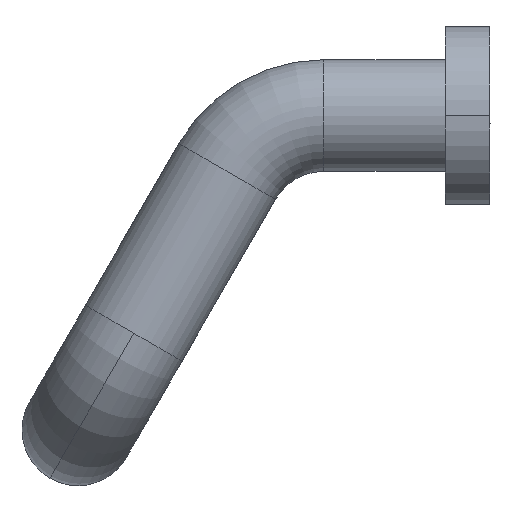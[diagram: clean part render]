
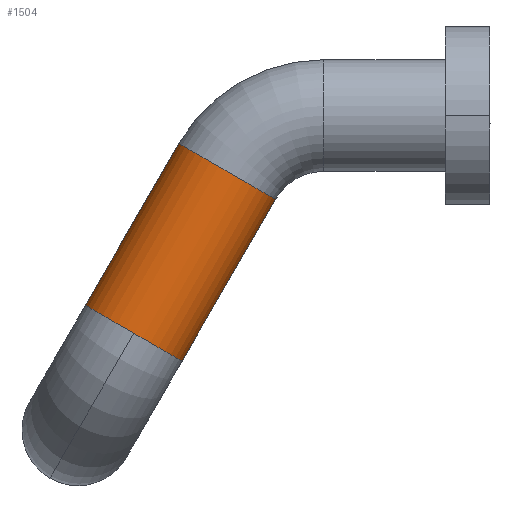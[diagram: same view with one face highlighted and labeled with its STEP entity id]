
A CAD part, left-side view. The second image highlights one B-rep face of the part: STEP entity #1504.
In plain terms, the highlighted cylindrical face has radius 10 mm (diameter 20 mm), a partial arc.
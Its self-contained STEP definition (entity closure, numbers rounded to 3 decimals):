
#36 = VERTEX_POINT ( 'NONE', #331 ) ;
#82 = EDGE_CURVE ( 'NONE', #1325, #319, #2325, .T. ) ;
#139 = DIRECTION ( 'NONE',  ( 0., -0.5, 0.866 ) ) ;
#153 = LINE ( 'NONE', #2489, #1876 ) ;
#232 = AXIS2_PLACEMENT_3D ( 'NONE', #2075, #1731, #2516 ) ;
#258 = CARTESIAN_POINT ( 'NONE',  ( -100., 40.774, -10. ) ) ;
#311 = CARTESIAN_POINT ( 'NONE',  ( -100., 57.5, -38.971 ) ) ;
#319 = VERTEX_POINT ( 'NONE', #818 ) ;
#331 = CARTESIAN_POINT ( 'NONE',  ( -100., 32.113, -15. ) ) ;
#334 = EDGE_CURVE ( 'NONE', #1325, #1868, #457, .T. ) ;
#443 = ORIENTED_EDGE ( 'NONE', *, *, #334, .F. ) ;
#457 = LINE ( 'NONE', #860, #1014 ) ;
#458 = DIRECTION ( 'NONE',  ( 0., -0.5, 0.866 ) ) ;
#617 = ORIENTED_EDGE ( 'NONE', *, *, #82, .T. ) ;
#727 = CARTESIAN_POINT ( 'NONE',  ( -100., 49.434, -5. ) ) ;
#730 = AXIS2_PLACEMENT_3D ( 'NONE', #258, #1939, #1221 ) ;
#744 = CARTESIAN_POINT ( 'NONE',  ( -100., 48.84, -43.971 ) ) ;
#818 = CARTESIAN_POINT ( 'NONE',  ( -110., 57.5, -38.971 ) ) ;
#826 = ORIENTED_EDGE ( 'NONE', *, *, #903, .F. ) ;
#834 = DIRECTION ( 'NONE',  ( 0., -0.5, 0.866 ) ) ;
#856 = DIRECTION ( 'NONE',  ( 0., -0.5, 0.866 ) ) ;
#860 = CARTESIAN_POINT ( 'NONE',  ( -100., 66.16, -33.971 ) ) ;
#903 = EDGE_CURVE ( 'NONE', #1868, #36, #1835, .T. ) ;
#1014 = VECTOR ( 'NONE', #834, 1000. ) ;
#1198 = ORIENTED_EDGE ( 'NONE', *, *, #1670, .T. ) ;
#1213 = AXIS2_PLACEMENT_3D ( 'NONE', #1852, #458, #1830 ) ;
#1221 = DIRECTION ( 'NONE',  ( 0., 0.866, 0.5 ) ) ;
#1325 = VERTEX_POINT ( 'NONE', #1565 ) ;
#1347 = CIRCLE ( 'NONE', #2413, 10. ) ;
#1439 = CYLINDRICAL_SURFACE ( 'NONE', #1213, 10. ) ;
#1504 = ADVANCED_FACE ( 'NONE', ( #1661 ), #1439, .T. ) ;
#1552 = EDGE_CURVE ( 'NONE', #2464, #36, #153, .T. ) ;
#1565 = CARTESIAN_POINT ( 'NONE',  ( -100., 66.16, -33.971 ) ) ;
#1573 = ORIENTED_EDGE ( 'NONE', *, *, #1552, .T. ) ;
#1661 = FACE_OUTER_BOUND ( 'NONE', #2081, .T. ) ;
#1670 = EDGE_CURVE ( 'NONE', #319, #2464, #1347, .T. ) ;
#1731 = DIRECTION ( 'NONE',  ( 0., -0.5, 0.866 ) ) ;
#1830 = DIRECTION ( 'NONE',  ( 0., -0.866, -0.5 ) ) ;
#1835 = CIRCLE ( 'NONE', #730, 10. ) ;
#1852 = CARTESIAN_POINT ( 'NONE',  ( -100., 57.5, -38.971 ) ) ;
#1860 = DIRECTION ( 'NONE',  ( 0., 0.866, 0.5 ) ) ;
#1868 = VERTEX_POINT ( 'NONE', #727 ) ;
#1876 = VECTOR ( 'NONE', #139, 1000. ) ;
#1939 = DIRECTION ( 'NONE',  ( 0., -0.5, 0.866 ) ) ;
#2075 = CARTESIAN_POINT ( 'NONE',  ( -100., 57.5, -38.971 ) ) ;
#2081 = EDGE_LOOP ( 'NONE', ( #443, #617, #1198, #1573, #826 ) ) ;
#2325 = CIRCLE ( 'NONE', #232, 10. ) ;
#2413 = AXIS2_PLACEMENT_3D ( 'NONE', #311, #856, #1860 ) ;
#2464 = VERTEX_POINT ( 'NONE', #744 ) ;
#2489 = CARTESIAN_POINT ( 'NONE',  ( -100., 48.84, -43.971 ) ) ;
#2516 = DIRECTION ( 'NONE',  ( 0., 0.866, 0.5 ) ) ;
